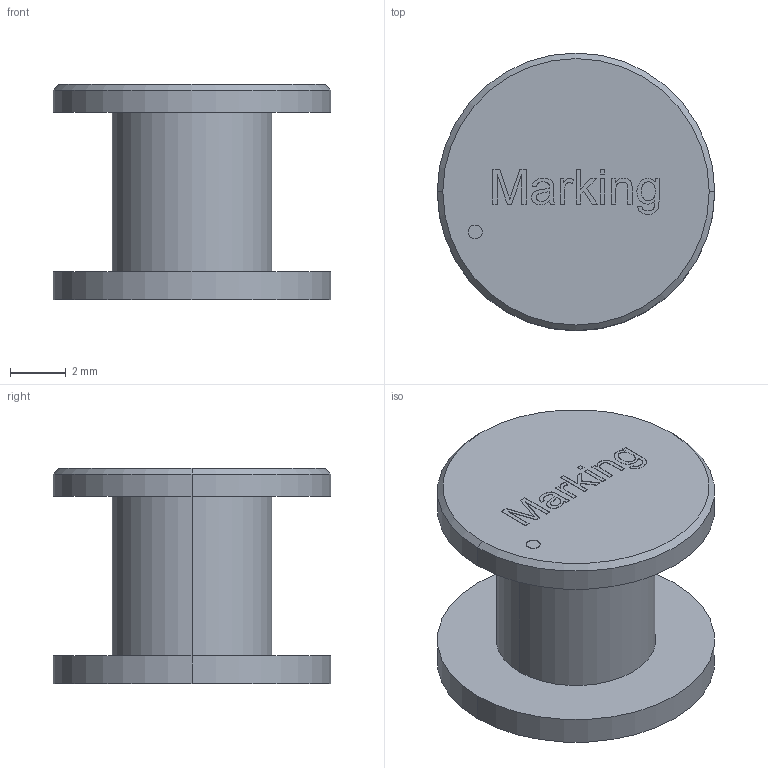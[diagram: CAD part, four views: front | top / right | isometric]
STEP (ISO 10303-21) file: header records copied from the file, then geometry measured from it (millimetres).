
FILE_DESCRIPTION (( 'STEP AP214' ), '1' );
FILE_NAME ('Kern_ (1)^Copy of STEP-WE-PD-1280-rev1 v2_DC-DC XL6009.STEP', '2023-02-25T15:48:51', ( '' ), ( '' ), 'SwSTEP 2.0', 'SolidWorks 2023', '' );
FILE_SCHEMA (( 'AUTOMOTIVE_DESIGN' ));
Length unit declared in the file: millimetre
Products named in the file (1): Kern_ (1)^Copy of STEP-WE-PD-1280-rev1 v2_DC-DC XL6009_Predeterminado
Bounding box: 10 x 10 x 7.75 mm (x, y, z)
Volume: 305.7 mm3; surface area: 425.6 mm2
Topology: 1 solids, 1 shells, 88 faces, 217 edges, 144 vertices
Faces by surface type: plane 61, bspline 17, cylinder 8, cone 2
Entity records: 4438 total; most frequent: CARTESIAN_POINT 1457, ORIENTED_EDGE 434, DIRECTION 343, EDGE_CURVE 217, LINE 163, VECTOR 163, VERTEX_POINT 144, EDGE_LOOP 101
